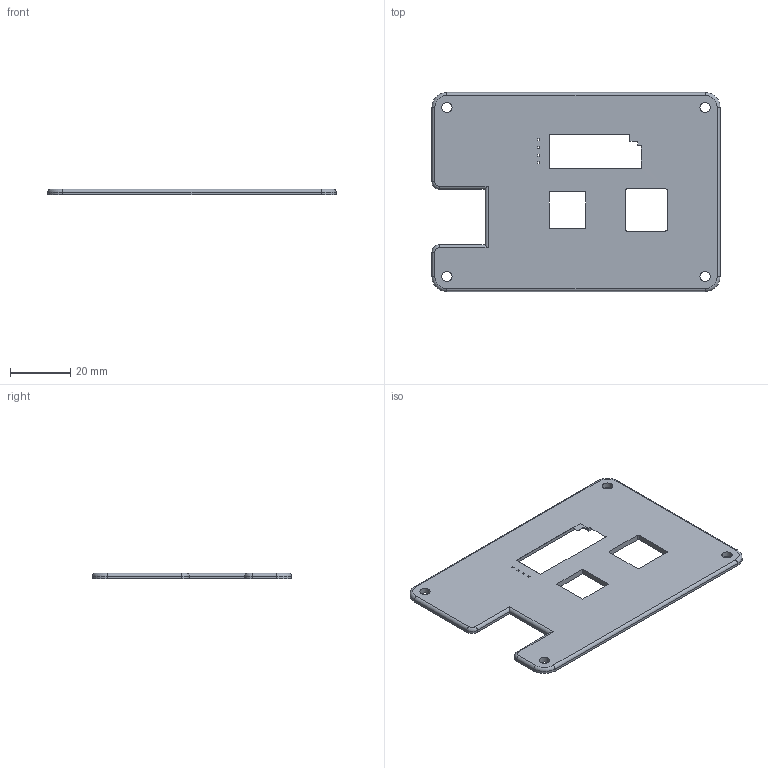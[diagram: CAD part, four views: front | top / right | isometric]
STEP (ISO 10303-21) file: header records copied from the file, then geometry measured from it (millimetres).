
FILE_DESCRIPTION(/* description */ (''),/* implementation_level */ '2;1');
FILE_NAME(/* name */ 'MACROTOP.step',/* time_stamp */ '2025-05-25T17:23:35-07:00',/* author */ (''),/* organization */ (''),/* preprocessor_version */ 'ST-DEVELOPER v20.1',/* originating_system */ 'Autodesk Translation Framework v14.10.0.0',/* authorisation */ '');
FILE_SCHEMA (('AUTOMOTIVE_DESIGN { 1 0 10303 214 3 1 1 }'));
Length unit declared in the file: millimetre
Products named in the file (1): MACROTOP
Bounding box: 95.92 x 66.24 x 1.85 mm (x, y, z)
Volume: 9586.5 mm3; surface area: 11519 mm2
Topology: 1 solids, 1 shells, 98 faces, 258 edges, 167 vertices
Faces by surface type: plane 62, cylinder 30, torus 6
Full cylindrical faces by diameter (mm): 1 x4, 3.4 x4
Entity records: 3084 total; most frequent: CARTESIAN_POINT 524, DIRECTION 521, ORIENTED_EDGE 516, EDGE_CURVE 258, LINE 193, VECTOR 193, VERTEX_POINT 167, AXIS2_PLACEMENT_3D 164
